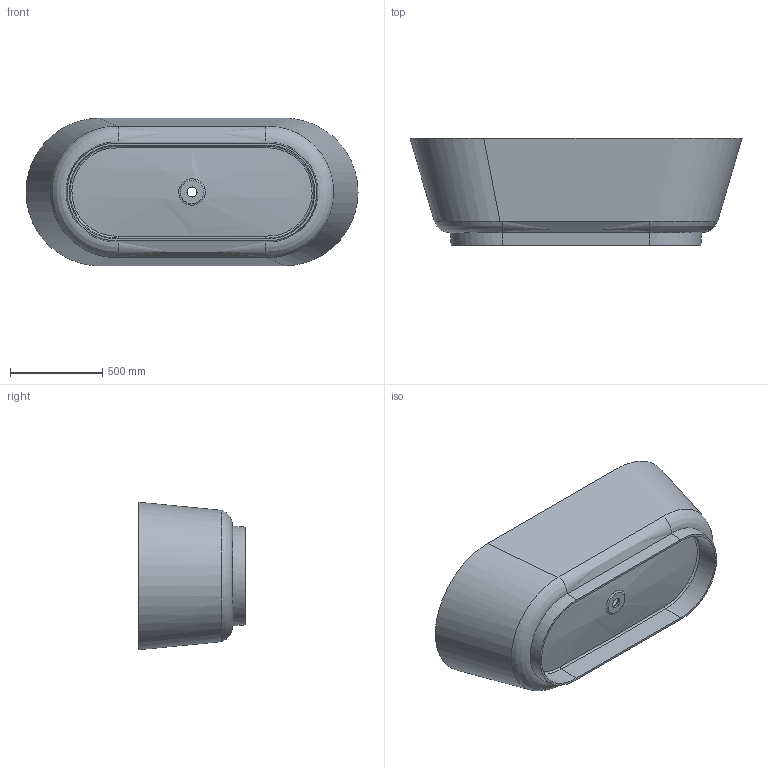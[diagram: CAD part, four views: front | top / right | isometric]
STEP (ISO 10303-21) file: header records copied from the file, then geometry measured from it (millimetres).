
FILE_DESCRIPTION (( 'STEP AP214' ), '1' );
FILE_NAME ('Siena.STEP', '2021-06-11T08:16:25', ( '' ), ( '' ), 'SwSTEP 2.0', 'SolidWorks 2020', '' );
FILE_SCHEMA (( 'AUTOMOTIVE_DESIGN' ));
Length unit declared in the file: millimetre
Products named in the file (1): Siena
Bounding box: 1800 x 580 x 800 mm (x, y, z)
Volume: 75990600.8 mm3; surface area: 6381749.8 mm2
Topology: 1 solids, 1 shells, 45 faces, 138 edges, 99 vertices
Faces by surface type: bspline 33, plane 8, cone 2, cylinder 2
Entity records: 23982 total; most frequent: CARTESIAN_POINT 22991, ORIENTED_EDGE 276, EDGE_CURVE 138, B_SPLINE_CURVE_WITH_KNOTS 103, VERTEX_POINT 99, DIRECTION 80, EDGE_LOOP 51, FACE_OUTER_BOUND 45
